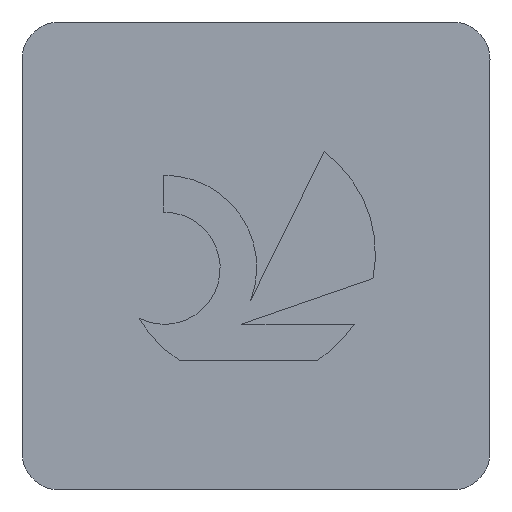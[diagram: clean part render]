
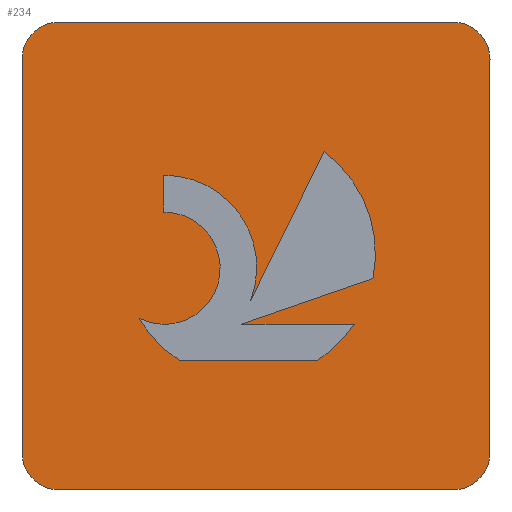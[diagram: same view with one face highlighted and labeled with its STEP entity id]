
A CAD part, top view. The second image highlights one B-rep face of the part: STEP entity #234.
In plain terms, the highlighted planar face has unit normal (0, 0, 1).
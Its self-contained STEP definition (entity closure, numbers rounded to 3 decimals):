
#160=VERTEX_POINT('',#414);
#162=VERTEX_POINT('',#416);
#164=VERTEX_POINT('',#418);
#168=EDGE_CURVE('',#214,#172,#422,.T.);
#172=VERTEX_POINT('',#427);
#178=VERTEX_POINT('',#433);
#180=EDGE_CURVE('',#374,#282,#435,.T.);
#184=EDGE_CURVE('',#286,#264,#439,.T.);
#186=EDGE_CURVE('',#162,#360,#441,.T.);
#190=EDGE_CURVE('',#264,#284,#446,.T.);
#194=EDGE_CURVE('',#366,#162,#450,.T.);
#208=EDGE_CURVE('',#260,#286,#464,.T.);
#210=EDGE_CURVE('',#284,#374,#466,.T.);
#214=VERTEX_POINT('',#471);
#218=EDGE_CURVE('',#270,#276,#475,.T.);
#232=EDGE_CURVE('',#310,#178,#491,.T.);
#234=ADVANCED_FACE('',(#493,#494),#495,.T.);
#246=EDGE_CURVE('',#258,#260,#508,.T.);
#258=VERTEX_POINT('',#521);
#260=VERTEX_POINT('',#523);
#262=EDGE_CURVE('',#360,#160,#525,.T.);
#264=VERTEX_POINT('',#527);
#270=VERTEX_POINT('',#533);
#274=EDGE_CURVE('',#334,#258,#537,.T.);
#276=VERTEX_POINT('',#539);
#278=EDGE_CURVE('',#164,#270,#541,.T.);
#280=EDGE_CURVE('',#282,#334,#543,.T.);
#282=VERTEX_POINT('',#545);
#284=VERTEX_POINT('',#547);
#286=VERTEX_POINT('',#549);
#296=EDGE_CURVE('',#172,#164,#560,.T.);
#304=EDGE_CURVE('',#276,#366,#569,.T.);
#310=VERTEX_POINT('',#575);
#320=EDGE_CURVE('',#160,#310,#588,.T.);
#334=VERTEX_POINT('',#605);
#356=EDGE_CURVE('',#178,#214,#629,.T.);
#360=VERTEX_POINT('',#633);
#366=VERTEX_POINT('',#641);
#374=VERTEX_POINT('',#649);
#414=CARTESIAN_POINT('',(4.7,3.544,0.0));
#416=CARTESIAN_POINT('',(6.453,7.228,0.0));
#418=CARTESIAN_POINT('',(3.572,5.811,0.0));
#422=CIRCLE('',#694,2.714);
#427=CARTESIAN_POINT('',(2.5,3.668,0.0));
#433=CARTESIAN_POINT('',(6.317,2.771,0.0));
#435=CIRCLE('',#710,0.8);
#439=LINE('',#715,#716);
#441=CIRCLE('',#719,2.714);
#446=CIRCLE('',#725,0.8);
#450=LINE('',#730,#731);
#464=CIRCLE('',#755,0.8);
#466=LINE('',#758,#759);
#471=CARTESIAN_POINT('',(3.358,2.771,0.0));
#475=LINE('',#771,#772);
#491=CIRCLE('',#795,2.714);
#493=FACE_BOUND('',#797,.T.);
#494=FACE_OUTER_BOUND('',#798,.T.);
#495=PLANE('',#799);
#508=LINE('',#819,#820);
#521=CARTESIAN_POINT('',(9.2,10.,0.0));
#523=CARTESIAN_POINT('',(0.8,10.0,0.0));
#525=LINE('',#841,#842);
#527=CARTESIAN_POINT('',(0.0,0.8,0.0));
#533=CARTESIAN_POINT('',(3.029,5.937,0.0));
#537=CIRCLE('',#861,0.8);
#539=CARTESIAN_POINT('',(3.029,6.725,0.0));
#541=CIRCLE('',#866,1.198);
#543=LINE('',#869,#870);
#545=CARTESIAN_POINT('',(10.,0.8,0.0));
#547=CARTESIAN_POINT('',(0.8,0.0,0.0));
#549=CARTESIAN_POINT('',(0.,9.2,0.0));
#560=CIRCLE('',#892,1.198);
#569=CIRCLE('',#902,1.972);
#575=CARTESIAN_POINT('',(7.098,3.544,0.0));
#588=LINE('',#926,#927);
#605=CARTESIAN_POINT('',(10.0,9.2,0.0));
#629=LINE('',#980,#981);
#633=CARTESIAN_POINT('',(7.5,4.516,0.0));
#641=CARTESIAN_POINT('',(4.884,4.045,0.0));
#649=CARTESIAN_POINT('',(9.2,0.0,0.0));
#694=AXIS2_PLACEMENT_3D('',#1037,#1038,#1039);
#710=AXIS2_PLACEMENT_3D('',#1049,#1050,#1051);
#715=CARTESIAN_POINT('',(0.0,9.2,0.0));
#716=VECTOR('',#1052,1.0);
#719=AXIS2_PLACEMENT_3D('',#1053,#1054,#1055);
#725=AXIS2_PLACEMENT_3D('',#1064,#1065,#1066);
#730=CARTESIAN_POINT('',(5.869,6.044,0.0));
#731=VECTOR('',#1067,1.0);
#755=AXIS2_PLACEMENT_3D('',#1075,#1076,#1077);
#758=CARTESIAN_POINT('',(0.8,0.0,0.0));
#759=VECTOR('',#1078,1.0);
#771=CARTESIAN_POINT('',(3.029,5.863,0.0));
#772=VECTOR('',#1088,1.0);
#795=AXIS2_PLACEMENT_3D('',#1108,#1109,#1110);
#797=EDGE_LOOP('',(#1112,#1113,#1114,#1115,#1116,#1117,#1118,#1119,#1120,#1121,#1122));
#798=EDGE_LOOP('',(#1123,#1124,#1125,#1126,#1127,#1128,#1129,#1130));
#799=AXIS2_PLACEMENT_3D('',#1131,#1132,#1133);
#819=CARTESIAN_POINT('',(9.2,10.0,0.0));
#820=VECTOR('',#1145,1.0);
#841=CARTESIAN_POINT('',(5.059,3.669,0.0));
#842=VECTOR('',#1158,1.0);
#861=AXIS2_PLACEMENT_3D('',#1162,#1163,#1164);
#866=AXIS2_PLACEMENT_3D('',#1165,#1166,#1167);
#869=CARTESIAN_POINT('',(10.0,0.8,0.0));
#870=VECTOR('',#1168,1.0);
#892=AXIS2_PLACEMENT_3D('',#1179,#1180,#1181);
#902=AXIS2_PLACEMENT_3D('',#1194,#1195,#1196);
#926=CARTESIAN_POINT('',(6.049,3.544,0.0));
#927=VECTOR('',#1227,1.0);
#980=CARTESIAN_POINT('',(4.179,2.771,0.0));
#981=VECTOR('',#1286,1.0);
#1037=CARTESIAN_POINT('',(4.838,5.047,0.0));
#1038=DIRECTION('',(-0.0,0.0,-1.0));
#1039=DIRECTION('',(-0.861,-0.508,0.0));
#1049=CARTESIAN_POINT('',(9.2,0.8,0.0));
#1050=DIRECTION('',(0.0,0.0,1.0));
#1051=DIRECTION('',(0.,-1.0,0.0));
#1052=DIRECTION('',(0.0,-1.0,0.0));
#1053=CARTESIAN_POINT('',(4.838,5.047,0.0));
#1054=DIRECTION('',(0.0,-0.0,-1.0));
#1055=DIRECTION('',(0.981,-0.196,0.0));
#1064=CARTESIAN_POINT('',(0.8,0.8,0.0));
#1065=DIRECTION('',(0.0,0.0,1.0));
#1066=DIRECTION('',(-1.0,0.,0.0));
#1067=DIRECTION('',(0.442,0.897,-0.0));
#1075=CARTESIAN_POINT('',(0.8,9.2,0.0));
#1076=DIRECTION('',(0.0,0.0,1.0));
#1077=DIRECTION('',(0.,1.0,0.0));
#1078=DIRECTION('',(1.0,0.0,0.0));
#1088=DIRECTION('',(0.0,1.0,0.0));
#1108=CARTESIAN_POINT('',(4.838,5.047,0.0));
#1109=DIRECTION('',(0.0,-0.0,-1.0));
#1110=DIRECTION('',(0.545,-0.838,0.0));
#1112=ORIENTED_EDGE('',*,*,#218,.T.);
#1113=ORIENTED_EDGE('',*,*,#304,.T.);
#1114=ORIENTED_EDGE('',*,*,#194,.T.);
#1115=ORIENTED_EDGE('',*,*,#186,.T.);
#1116=ORIENTED_EDGE('',*,*,#262,.T.);
#1117=ORIENTED_EDGE('',*,*,#320,.T.);
#1118=ORIENTED_EDGE('',*,*,#232,.T.);
#1119=ORIENTED_EDGE('',*,*,#356,.T.);
#1120=ORIENTED_EDGE('',*,*,#168,.T.);
#1121=ORIENTED_EDGE('',*,*,#296,.T.);
#1122=ORIENTED_EDGE('',*,*,#278,.T.);
#1123=ORIENTED_EDGE('',*,*,#210,.T.);
#1124=ORIENTED_EDGE('',*,*,#180,.T.);
#1125=ORIENTED_EDGE('',*,*,#280,.T.);
#1126=ORIENTED_EDGE('',*,*,#274,.T.);
#1127=ORIENTED_EDGE('',*,*,#246,.T.);
#1128=ORIENTED_EDGE('',*,*,#208,.T.);
#1129=ORIENTED_EDGE('',*,*,#184,.T.);
#1130=ORIENTED_EDGE('',*,*,#190,.T.);
#1131=CARTESIAN_POINT('',(5.0,5.0,0.0));
#1132=DIRECTION('',(0.0,0.0,1.0));
#1133=DIRECTION('',(1.0,0.0,0.0));
#1145=DIRECTION('',(-1.0,0.0,0.0));
#1158=DIRECTION('',(-0.945,-0.328,0.0));
#1162=CARTESIAN_POINT('',(9.2,9.2,0.0));
#1163=DIRECTION('',(0.0,-0.0,1.0));
#1164=DIRECTION('',(1.0,0.,0.0));
#1165=CARTESIAN_POINT('',(3.036,4.739,0.0));
#1166=DIRECTION('',(0.0,0.0,1.0));
#1167=DIRECTION('',(-0.447,-0.894,0.0));
#1168=DIRECTION('',(0.0,1.0,0.0));
#1179=CARTESIAN_POINT('',(3.036,4.739,0.0));
#1180=DIRECTION('',(0.0,0.0,1.0));
#1181=DIRECTION('',(-0.447,-0.894,0.0));
#1194=CARTESIAN_POINT('',(3.044,4.753,0.0));
#1195=DIRECTION('',(0.0,-0.0,-1.0));
#1196=DIRECTION('',(0.933,-0.359,0.0));
#1227=DIRECTION('',(1.0,0.0,0.0));
#1286=DIRECTION('',(-1.0,0.0,0.0));
